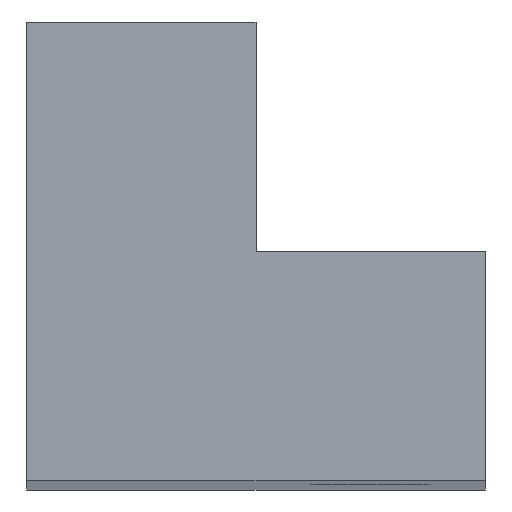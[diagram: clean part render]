
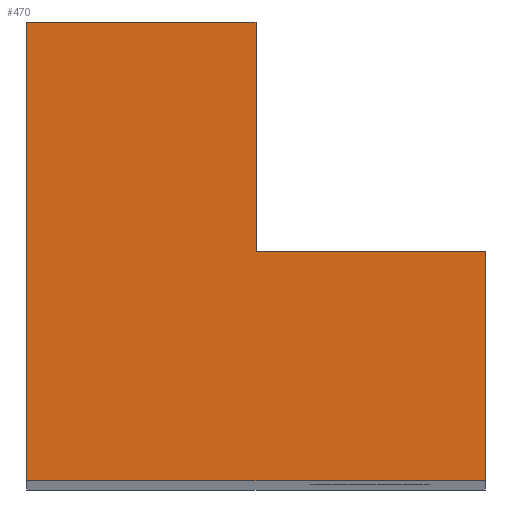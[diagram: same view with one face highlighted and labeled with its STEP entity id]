
A CAD part, top view. The second image highlights one B-rep face of the part: STEP entity #470.
In plain terms, the highlighted planar face has unit normal (0, 0, 1).
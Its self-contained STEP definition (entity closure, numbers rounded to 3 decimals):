
#1 = DIRECTION ( 'NONE',  ( -1., 0., 0. ) ) ;
#26 = LINE ( 'NONE', #508, #594 ) ;
#56 = CARTESIAN_POINT ( 'NONE',  ( -8., 8., 180. ) ) ;
#57 = ORIENTED_EDGE ( 'NONE', *, *, #114, .T. ) ;
#75 = CARTESIAN_POINT ( 'NONE',  ( 0., 8., 180. ) ) ;
#78 = VECTOR ( 'NONE', #560, 1000. ) ;
#80 = CARTESIAN_POINT ( 'NONE',  ( 0., 0., 180. ) ) ;
#96 = FACE_OUTER_BOUND ( 'NONE', #261, .T. ) ;
#97 = LINE ( 'NONE', #276, #605 ) ;
#99 = CARTESIAN_POINT ( 'NONE',  ( -8., -8., 180. ) ) ;
#109 = VERTEX_POINT ( 'NONE', #688 ) ;
#114 = EDGE_CURVE ( 'NONE', #347, #465, #635, .T. ) ;
#177 = EDGE_CURVE ( 'NONE', #722, #347, #97, .T. ) ;
#180 = VERTEX_POINT ( 'NONE', #99 ) ;
#183 = CARTESIAN_POINT ( 'NONE',  ( 0., 8., 180. ) ) ;
#193 = PLANE ( 'NONE',  #229 ) ;
#203 = VECTOR ( 'NONE', #794, 1000. ) ;
#229 = AXIS2_PLACEMENT_3D ( 'NONE', #262, #692, #806 ) ;
#238 = ORIENTED_EDGE ( 'NONE', *, *, #522, .T. ) ;
#244 = LINE ( 'NONE', #357, #78 ) ;
#261 = EDGE_LOOP ( 'NONE', ( #758, #650, #57, #455, #372, #238 ) ) ;
#262 = CARTESIAN_POINT ( 'NONE',  ( 0., 0., 180. ) ) ;
#276 = CARTESIAN_POINT ( 'NONE',  ( 0., 0., 180. ) ) ;
#347 = VERTEX_POINT ( 'NONE', #183 ) ;
#357 = CARTESIAN_POINT ( 'NONE',  ( 8., -8., 180. ) ) ;
#366 = CARTESIAN_POINT ( 'NONE',  ( 8., 0., 180. ) ) ;
#368 = CARTESIAN_POINT ( 'NONE',  ( 8., 0., 180. ) ) ;
#372 = ORIENTED_EDGE ( 'NONE', *, *, #457, .T. ) ;
#401 = VERTEX_POINT ( 'NONE', #366 ) ;
#443 = VECTOR ( 'NONE', #1, 1000. ) ;
#455 = ORIENTED_EDGE ( 'NONE', *, *, #712, .T. ) ;
#457 = EDGE_CURVE ( 'NONE', #180, #109, #663, .T. ) ;
#465 = VERTEX_POINT ( 'NONE', #56 ) ;
#470 = ADVANCED_FACE ( 'NONE', ( #96 ), #193, .F. ) ;
#505 = CARTESIAN_POINT ( 'NONE',  ( -8., -8., 180. ) ) ;
#508 = CARTESIAN_POINT ( 'NONE',  ( -8., 8., 180. ) ) ;
#519 = EDGE_CURVE ( 'NONE', #401, #722, #576, .T. ) ;
#522 = EDGE_CURVE ( 'NONE', #109, #401, #244, .T. ) ;
#560 = DIRECTION ( 'NONE',  ( 0., 1., 0. ) ) ;
#561 = VECTOR ( 'NONE', #797, 1000. ) ;
#576 = LINE ( 'NONE', #368, #561 ) ;
#586 = DIRECTION ( 'NONE',  ( 0., 1., 0. ) ) ;
#594 = VECTOR ( 'NONE', #623, 1000. ) ;
#605 = VECTOR ( 'NONE', #586, 1000. ) ;
#623 = DIRECTION ( 'NONE',  ( 0., -1., 0. ) ) ;
#635 = LINE ( 'NONE', #75, #443 ) ;
#650 = ORIENTED_EDGE ( 'NONE', *, *, #177, .T. ) ;
#663 = LINE ( 'NONE', #505, #203 ) ;
#688 = CARTESIAN_POINT ( 'NONE',  ( 8., -8., 180. ) ) ;
#692 = DIRECTION ( 'NONE',  ( 0., 0., -1. ) ) ;
#712 = EDGE_CURVE ( 'NONE', #465, #180, #26, .T. ) ;
#722 = VERTEX_POINT ( 'NONE', #80 ) ;
#758 = ORIENTED_EDGE ( 'NONE', *, *, #519, .T. ) ;
#794 = DIRECTION ( 'NONE',  ( 1., 0., 0. ) ) ;
#797 = DIRECTION ( 'NONE',  ( -1., 0., 0. ) ) ;
#806 = DIRECTION ( 'NONE',  ( -1., 0., 0. ) ) ;
